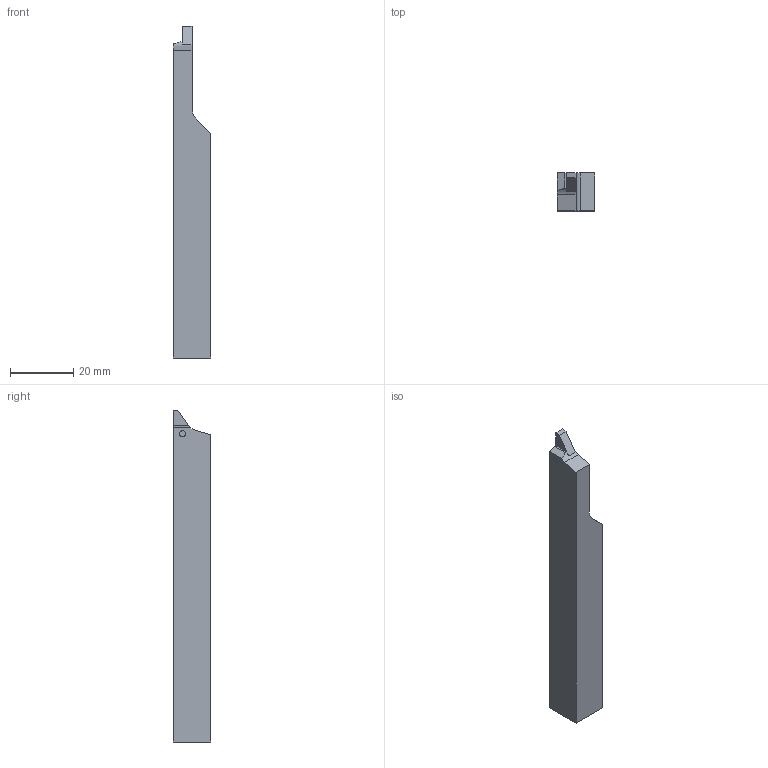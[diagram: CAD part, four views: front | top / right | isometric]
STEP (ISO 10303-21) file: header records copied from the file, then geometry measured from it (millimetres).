
FILE_DESCRIPTION (( 'STEP AP203' ), '1' );
FILE_NAME ('CUT-129-05.step', '2018-02-14T15:32:03', ( '' ), ( '' ), 'SwSTEP 2.0', 'SolidWorks 2017', '' );
FILE_SCHEMA (( 'CONFIG_CONTROL_DESIGN' ));
Length unit declared in the file: millimetre
Products named in the file (1): CUT-129-05
Bounding box: 12 x 12 x 105 mm (x, y, z)
Volume: 12474.9 mm3; surface area: 4797.3 mm2
Topology: 1 solids, 1 shells, 36 faces, 99 edges, 67 vertices
Faces by surface type: plane 31, cylinder 5
Entity records: 1241 total; most frequent: DIRECTION 209, CARTESIAN_POINT 206, ORIENTED_EDGE 198, EDGE_CURVE 99, AXIS2_PLACEMENT_3D 74, VERTEX_POINT 67, LINE 61, VECTOR 61
